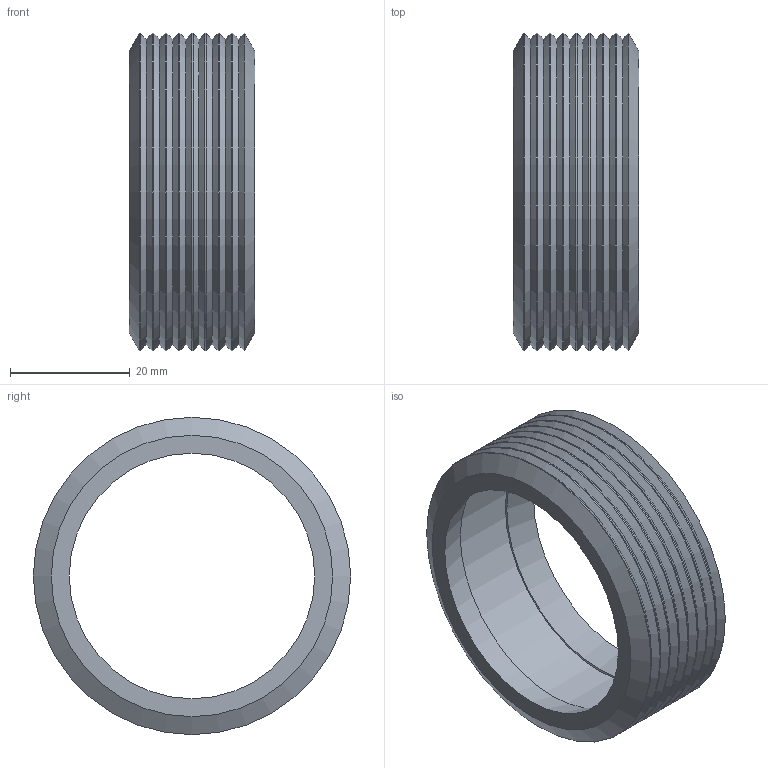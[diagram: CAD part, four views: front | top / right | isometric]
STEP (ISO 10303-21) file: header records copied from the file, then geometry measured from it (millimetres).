
FILE_DESCRIPTION((''),'2;1');
FILE_NAME('700113.stp','2010-09-12T18:01:27',('Jarda'),(''),'Autodesk Inventor 2010','Autodesk Inventor 2010','');
FILE_SCHEMA(('AUTOMOTIVE_DESIGN { 1 0 10303 214 1 1 1 1 }'));
Length unit declared in the file: millimetre
Products named in the file (1): 700113 700113
Bounding box: 21 x 53 x 53 mm (x, y, z)
Volume: 4440 mm3; surface area: 12659.6 mm2
Topology: 1 solids, 1 shells, 39 faces, 76 edges, 41 vertices
Faces by surface type: cone 26, cylinder 9, plane 4
Full cylindrical faces by diameter (mm): 50 x1, 53 x8
Entity records: 814 total; most frequent: DIRECTION 158, CARTESIAN_POINT 118, AXIS2_PLACEMENT_3D 79, ORIENTED_EDGE 78, EDGE_LOOP 78, VERTEX_POINT 39, CIRCLE 39, EDGE_CURVE 39
